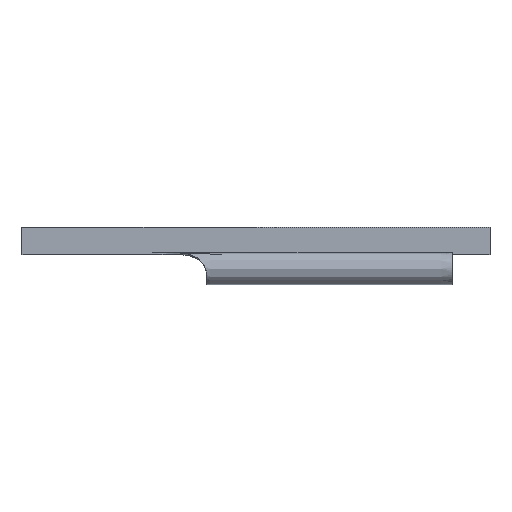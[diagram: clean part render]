
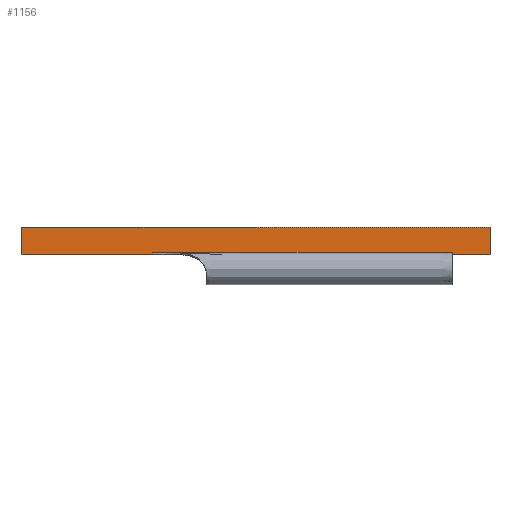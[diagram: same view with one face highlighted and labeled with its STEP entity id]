
A CAD part, top view. The second image highlights one B-rep face of the part: STEP entity #1156.
In plain terms, the highlighted planar face has unit normal (0, 0, 1).
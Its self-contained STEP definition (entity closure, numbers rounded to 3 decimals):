
#93=DIRECTION('',(1.,0.,0.));
#94=VECTOR('',#93,7.3);
#95=CARTESIAN_POINT('',(-13.08,0.,16.19));
#96=LINE('',#95,#94);
#261=DIRECTION('',(1.,0.,0.));
#262=VECTOR('',#261,2.1);
#263=CARTESIAN_POINT('',(10.98,0.,16.19));
#264=LINE('',#263,#262);
#268=CARTESIAN_POINT('',(13.08,0.,16.19));
#330=CARTESIAN_POINT('',(-13.08,0.,16.19));
#567=DIRECTION('',(1.,0.,0.));
#568=VECTOR('',#567,16.76);
#569=CARTESIAN_POINT('',(-5.78,0.1,16.19));
#570=LINE('',#569,#568);
#574=DIRECTION('',(0.,1.,0.001));
#575=VECTOR('',#574,0.1);
#576=CARTESIAN_POINT('',(-5.78,0.,16.19));
#577=LINE('',#576,#575);
#581=DIRECTION('',(0.,1.,0.));
#582=VECTOR('',#581,1.5);
#583=CARTESIAN_POINT('',(-13.08,0.,16.19));
#584=LINE('',#583,#582);
#588=DIRECTION('',(0.,1.,0.001));
#589=VECTOR('',#588,0.1);
#590=CARTESIAN_POINT('',(10.98,0.,16.19));
#591=LINE('',#590,#589);
#665=DIRECTION('',(0.,1.,0.));
#666=VECTOR('',#665,1.5);
#667=CARTESIAN_POINT('',(13.08,0.,16.19));
#668=LINE('',#667,#666);
#693=DIRECTION('',(1.,0.,0.));
#694=VECTOR('',#693,26.16);
#695=CARTESIAN_POINT('',(-13.08,1.5,16.19));
#696=LINE('',#695,#694);
#785=VERTEX_POINT('',#330);
#786=VERTEX_POINT('',#268);
#789=CARTESIAN_POINT('',(-13.08,1.5,16.19));
#791=VERTEX_POINT('',#789);
#792=CARTESIAN_POINT('',(13.08,1.5,16.19));
#793=VERTEX_POINT('',#792);
#842=CARTESIAN_POINT('',(-5.78,0.1,16.19));
#843=CARTESIAN_POINT('',(10.98,0.1,16.19));
#844=VERTEX_POINT('',#842);
#845=VERTEX_POINT('',#843);
#846=CARTESIAN_POINT('',(10.98,0.,16.19));
#847=VERTEX_POINT('',#846);
#848=CARTESIAN_POINT('',(-5.78,0.,16.19));
#849=VERTEX_POINT('',#848);
#1137=CARTESIAN_POINT('',(0.,0.75,16.19));
#1138=DIRECTION('',(0.,0.,1.));
#1139=DIRECTION('',(1.,0.,0.));
#1140=AXIS2_PLACEMENT_3D('',#1137,#1138,#1139);
#1141=PLANE('',#1140);
#1142=ORIENTED_EDGE('',*,*,#1062,.F.);
#1144=ORIENTED_EDGE('',*,*,#1143,.F.);
#1145=ORIENTED_EDGE('',*,*,#916,.F.);
#1147=ORIENTED_EDGE('',*,*,#1146,.T.);
#1149=ORIENTED_EDGE('',*,*,#1148,.T.);
#1151=ORIENTED_EDGE('',*,*,#1150,.F.);
#1152=ORIENTED_EDGE('',*,*,#938,.F.);
#1153=ORIENTED_EDGE('',*,*,#1128,.T.);
#1154=EDGE_LOOP('',(#1142,#1144,#1145,#1147,#1149,#1151,#1152,#1153));
#1155=FACE_OUTER_BOUND('',#1154,.F.);
#916=EDGE_CURVE('',#785,#849,#96,.T.);
#938=EDGE_CURVE('',#847,#786,#264,.T.);
#1062=EDGE_CURVE('',#844,#845,#570,.T.);
#1128=EDGE_CURVE('',#847,#845,#591,.T.);
#1143=EDGE_CURVE('',#849,#844,#577,.T.);
#1146=EDGE_CURVE('',#785,#791,#584,.T.);
#1148=EDGE_CURVE('',#791,#793,#696,.T.);
#1150=EDGE_CURVE('',#786,#793,#668,.T.);
#1156=ADVANCED_FACE('',(#1155),#1141,.T.);
